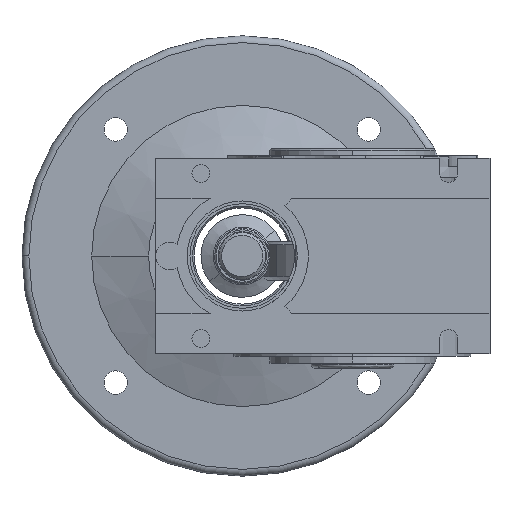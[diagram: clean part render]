
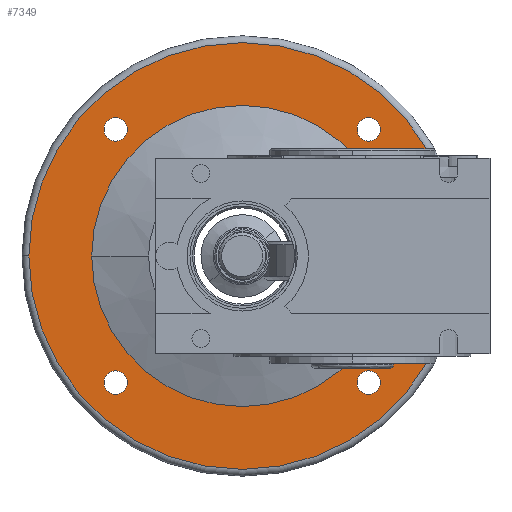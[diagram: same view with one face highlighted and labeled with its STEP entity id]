
A CAD part, left-side view. The second image highlights one B-rep face of the part: STEP entity #7349.
In plain terms, the highlighted planar face has unit normal (-1, 0, 0).
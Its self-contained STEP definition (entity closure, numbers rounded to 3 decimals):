
#67 = CARTESIAN_POINT ( 'NONE',  ( 15., 0., 0. ) ) ;
#181 = DIRECTION ( 'NONE',  ( -1., 0., 0. ) ) ;
#443 = CARTESIAN_POINT ( 'NONE',  ( 15., 41.712, -45.962 ) ) ;
#506 = CARTESIAN_POINT ( 'NONE',  ( 15., 0., 0. ) ) ;
#751 = FACE_BOUND ( 'NONE', #11334, .T. ) ;
#796 = CARTESIAN_POINT ( 'NONE',  ( 15., 45.962, 45.962 ) ) ;
#880 = AXIS2_PLACEMENT_3D ( 'NONE', #1734, #15042, #3636 ) ;
#1203 = CIRCLE ( 'NONE', #880, 4.25 ) ;
#1314 = CIRCLE ( 'NONE', #2370, 54.682 ) ;
#1354 = VERTEX_POINT ( 'NONE', #10659 ) ;
#1544 = CARTESIAN_POINT ( 'NONE',  ( 15., 77.5, 0. ) ) ;
#1548 = DIRECTION ( 'NONE',  ( -1., 0., 0. ) ) ;
#1550 = VERTEX_POINT ( 'NONE', #1740 ) ;
#1582 = EDGE_CURVE ( 'NONE', #16903, #21341, #1314, .T. ) ;
#1734 = CARTESIAN_POINT ( 'NONE',  ( 15., -45.962, -45.962 ) ) ;
#1740 = CARTESIAN_POINT ( 'NONE',  ( 15., -50.212, -45.962 ) ) ;
#1840 = DIRECTION ( 'NONE',  ( -1., 0., 0. ) ) ;
#1973 = DIRECTION ( 'NONE',  ( 0., -1., 0. ) ) ;
#2370 = AXIS2_PLACEMENT_3D ( 'NONE', #67, #13385, #1973 ) ;
#2696 = DIRECTION ( 'NONE',  ( 0., -1., 0. ) ) ;
#3120 = CARTESIAN_POINT ( 'NONE',  ( 15., -45.962, 45.962 ) ) ;
#3179 = AXIS2_PLACEMENT_3D ( 'NONE', #5762, #19031, #7665 ) ;
#3547 = CIRCLE ( 'NONE', #5704, 4.25 ) ;
#3636 = DIRECTION ( 'NONE',  ( 0., -1., 0. ) ) ;
#3845 = EDGE_CURVE ( 'NONE', #13073, #1550, #20346, .T. ) ;
#4335 = PLANE ( 'NONE',  #9248 ) ;
#4435 = CIRCLE ( 'NONE', #10225, 4.25 ) ;
#5026 = CARTESIAN_POINT ( 'NONE',  ( 15., -54.682, 0. ) ) ;
#5059 = DIRECTION ( 'NONE',  ( 0., -1., 0. ) ) ;
#5099 = EDGE_CURVE ( 'NONE', #1354, #23135, #16159, .T. ) ;
#5411 = DIRECTION ( 'NONE',  ( -1., 0., 0. ) ) ;
#5704 = AXIS2_PLACEMENT_3D ( 'NONE', #3120, #16453, #5059 ) ;
#5762 = CARTESIAN_POINT ( 'NONE',  ( 15., 0., 0. ) ) ;
#5770 = ORIENTED_EDGE ( 'NONE', *, *, #10662, .F. ) ;
#5855 = FACE_OUTER_BOUND ( 'NONE', #14213, .T. ) ;
#6357 = DIRECTION ( 'NONE',  ( -1., 0., 0. ) ) ;
#6431 = CARTESIAN_POINT ( 'NONE',  ( 15., -50.212, 45.962 ) ) ;
#6531 = EDGE_CURVE ( 'NONE', #23135, #1354, #8570, .T. ) ;
#6807 = CIRCLE ( 'NONE', #17102, 77.5 ) ;
#7349 = ADVANCED_FACE ( 'NONE', ( #7643, #20968, #15952, #10899, #5855, #751 ), #4335, .T. ) ;
#7454 = CARTESIAN_POINT ( 'NONE',  ( 15., -77.5, 0. ) ) ;
#7619 = CIRCLE ( 'NONE', #3179, 77.5 ) ;
#7643 = FACE_BOUND ( 'NONE', #16174, .T. ) ;
#7665 = DIRECTION ( 'NONE',  ( 0., -1., 0. ) ) ;
#7748 = EDGE_LOOP ( 'NONE', ( #12538, #9966 ) ) ;
#7789 = EDGE_CURVE ( 'NONE', #18652, #13464, #7619, .T. ) ;
#8170 = DIRECTION ( 'NONE',  ( -1., 0., 0. ) ) ;
#8570 = CIRCLE ( 'NONE', #20026, 4.25 ) ;
#8588 = DIRECTION ( 'NONE',  ( -1., 0., 0. ) ) ;
#8911 = EDGE_CURVE ( 'NONE', #16940, #21139, #17677, .T. ) ;
#8944 = ORIENTED_EDGE ( 'NONE', *, *, #5099, .F. ) ;
#9026 = CARTESIAN_POINT ( 'NONE',  ( 15., 50.212, 45.962 ) ) ;
#9248 = AXIS2_PLACEMENT_3D ( 'NONE', #506, #6357, #19606 ) ;
#9966 = ORIENTED_EDGE ( 'NONE', *, *, #12715, .F. ) ;
#10145 = EDGE_LOOP ( 'NONE', ( #11924, #21597 ) ) ;
#10225 = AXIS2_PLACEMENT_3D ( 'NONE', #19932, #8588, #21812 ) ;
#10497 = ORIENTED_EDGE ( 'NONE', *, *, #6531, .F. ) ;
#10659 = CARTESIAN_POINT ( 'NONE',  ( 15., 41.712, 45.962 ) ) ;
#10662 = EDGE_CURVE ( 'NONE', #16122, #13726, #4435, .T. ) ;
#10899 = FACE_BOUND ( 'NONE', #7748, .T. ) ;
#11334 = EDGE_LOOP ( 'NONE', ( #24300, #16286 ) ) ;
#11385 = CARTESIAN_POINT ( 'NONE',  ( 15., 0., 0. ) ) ;
#11596 = CARTESIAN_POINT ( 'NONE',  ( 15., 45.962, 45.962 ) ) ;
#11924 = ORIENTED_EDGE ( 'NONE', *, *, #3845, .F. ) ;
#12526 = CARTESIAN_POINT ( 'NONE',  ( 15., -41.712, 45.962 ) ) ;
#12538 = ORIENTED_EDGE ( 'NONE', *, *, #8911, .F. ) ;
#12715 = EDGE_CURVE ( 'NONE', #21139, #16940, #19496, .T. ) ;
#12966 = CARTESIAN_POINT ( 'NONE',  ( 15., 45.962, -45.962 ) ) ;
#13073 = VERTEX_POINT ( 'NONE', #15921 ) ;
#13247 = CARTESIAN_POINT ( 'NONE',  ( 15., -45.962, -45.962 ) ) ;
#13292 = DIRECTION ( 'NONE',  ( 0., -1., 0. ) ) ;
#13385 = DIRECTION ( 'NONE',  ( -1., 0., 0. ) ) ;
#13464 = VERTEX_POINT ( 'NONE', #7454 ) ;
#13496 = EDGE_LOOP ( 'NONE', ( #5770, #19716 ) ) ;
#13497 = DIRECTION ( 'NONE',  ( 0., -1., 0. ) ) ;
#13498 = AXIS2_PLACEMENT_3D ( 'NONE', #796, #14104, #2696 ) ;
#13726 = VERTEX_POINT ( 'NONE', #6431 ) ;
#14104 = DIRECTION ( 'NONE',  ( -1., 0., 0. ) ) ;
#14213 = EDGE_LOOP ( 'NONE', ( #14917, #21898 ) ) ;
#14837 = EDGE_CURVE ( 'NONE', #1550, #13073, #1203, .T. ) ;
#14855 = DIRECTION ( 'NONE',  ( 0., -1., 0. ) ) ;
#14917 = ORIENTED_EDGE ( 'NONE', *, *, #17797, .T. ) ;
#15042 = DIRECTION ( 'NONE',  ( -1., 0., 0. ) ) ;
#15165 = DIRECTION ( 'NONE',  ( 0., -1., 0. ) ) ;
#15921 = CARTESIAN_POINT ( 'NONE',  ( 15., -41.712, -45.962 ) ) ;
#15952 = FACE_BOUND ( 'NONE', #10145, .T. ) ;
#16122 = VERTEX_POINT ( 'NONE', #12526 ) ;
#16159 = CIRCLE ( 'NONE', #13498, 4.25 ) ;
#16174 = EDGE_LOOP ( 'NONE', ( #10497, #8944 ) ) ;
#16286 = ORIENTED_EDGE ( 'NONE', *, *, #23959, .F. ) ;
#16453 = DIRECTION ( 'NONE',  ( -1., 0., 0. ) ) ;
#16806 = CARTESIAN_POINT ( 'NONE',  ( 15., 45.962, -45.962 ) ) ;
#16903 = VERTEX_POINT ( 'NONE', #20837 ) ;
#16940 = VERTEX_POINT ( 'NONE', #21702 ) ;
#17102 = AXIS2_PLACEMENT_3D ( 'NONE', #19527, #8170, #21420 ) ;
#17677 = CIRCLE ( 'NONE', #19132, 4.25 ) ;
#17797 = EDGE_CURVE ( 'NONE', #13464, #18652, #6807, .T. ) ;
#17910 = AXIS2_PLACEMENT_3D ( 'NONE', #12966, #1548, #14855 ) ;
#18652 = VERTEX_POINT ( 'NONE', #1544 ) ;
#18691 = DIRECTION ( 'NONE',  ( 0., -1., 0. ) ) ;
#19031 = DIRECTION ( 'NONE',  ( -1., 0., 0. ) ) ;
#19132 = AXIS2_PLACEMENT_3D ( 'NONE', #16806, #5411, #18691 ) ;
#19496 = CIRCLE ( 'NONE', #17910, 4.25 ) ;
#19527 = CARTESIAN_POINT ( 'NONE',  ( 15., 0., 0. ) ) ;
#19606 = DIRECTION ( 'NONE',  ( 0., -1., 0. ) ) ;
#19653 = AXIS2_PLACEMENT_3D ( 'NONE', #13247, #1840, #15165 ) ;
#19716 = ORIENTED_EDGE ( 'NONE', *, *, #20992, .F. ) ;
#19932 = CARTESIAN_POINT ( 'NONE',  ( 15., -45.962, 45.962 ) ) ;
#20026 = AXIS2_PLACEMENT_3D ( 'NONE', #11596, #181, #13497 ) ;
#20086 = AXIS2_PLACEMENT_3D ( 'NONE', #11385, #24631, #13292 ) ;
#20346 = CIRCLE ( 'NONE', #19653, 4.25 ) ;
#20837 = CARTESIAN_POINT ( 'NONE',  ( 15., 54.682, 0. ) ) ;
#20968 = FACE_BOUND ( 'NONE', #13496, .T. ) ;
#20992 = EDGE_CURVE ( 'NONE', #13726, #16122, #3547, .T. ) ;
#21139 = VERTEX_POINT ( 'NONE', #443 ) ;
#21341 = VERTEX_POINT ( 'NONE', #5026 ) ;
#21420 = DIRECTION ( 'NONE',  ( 0., -1., 0. ) ) ;
#21597 = ORIENTED_EDGE ( 'NONE', *, *, #14837, .F. ) ;
#21702 = CARTESIAN_POINT ( 'NONE',  ( 15., 50.212, -45.962 ) ) ;
#21812 = DIRECTION ( 'NONE',  ( 0., -1., 0. ) ) ;
#21898 = ORIENTED_EDGE ( 'NONE', *, *, #7789, .T. ) ;
#22708 = CIRCLE ( 'NONE', #20086, 54.682 ) ;
#23135 = VERTEX_POINT ( 'NONE', #9026 ) ;
#23959 = EDGE_CURVE ( 'NONE', #21341, #16903, #22708, .T. ) ;
#24300 = ORIENTED_EDGE ( 'NONE', *, *, #1582, .F. ) ;
#24631 = DIRECTION ( 'NONE',  ( -1., 0., 0. ) ) ;
